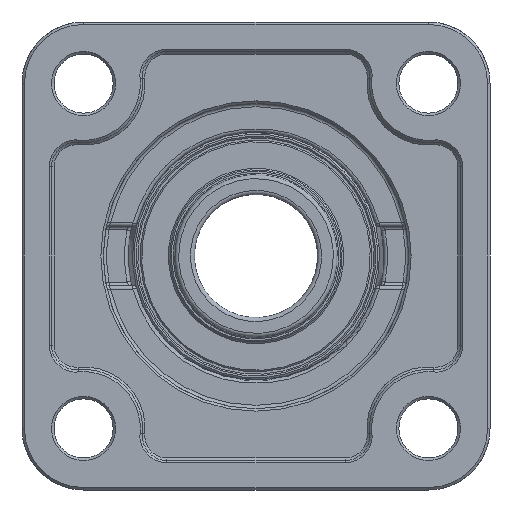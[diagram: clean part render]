
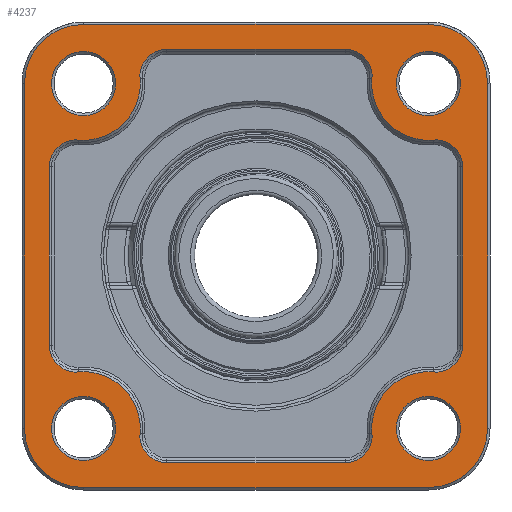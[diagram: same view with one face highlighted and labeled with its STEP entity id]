
A CAD part, front view. The second image highlights one B-rep face of the part: STEP entity #4237.
In plain terms, the highlighted planar face has unit normal (0, -1, 0).
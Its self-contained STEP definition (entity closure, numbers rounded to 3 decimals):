
#32=FACE_BOUND('',#1251,.T.);
#33=FACE_BOUND('',#1252,.T.);
#34=FACE_BOUND('',#1253,.T.);
#35=FACE_BOUND('',#1254,.T.);
#36=FACE_BOUND('',#1255,.T.);
#131=PLANE('',#4680);
#280=LINE('',#7311,#511);
#286=LINE('',#7335,#517);
#292=LINE('',#7355,#523);
#297=LINE('',#7371,#528);
#305=LINE('',#7391,#536);
#306=LINE('',#7395,#537);
#307=LINE('',#7399,#538);
#308=LINE('',#7403,#539);
#511=VECTOR('',#5471,10.);
#517=VECTOR('',#5497,10.);
#523=VECTOR('',#5521,10.);
#528=VECTOR('',#5540,10.);
#536=VECTOR('',#5568,10.);
#537=VECTOR('',#5571,10.);
#538=VECTOR('',#5574,10.);
#539=VECTOR('',#5577,10.);
#965=FACE_OUTER_BOUND('',#1250,.T.);
#1250=EDGE_LOOP('',(#3255,#3256,#3257,#3258,#3259,#3260,#3261,#3262));
#1251=EDGE_LOOP('',(#3263));
#1252=EDGE_LOOP('',(#3264));
#1253=EDGE_LOOP('',(#3265));
#1254=EDGE_LOOP('',(#3266));
#1255=EDGE_LOOP('',(#3267,#3268,#3269,#3270,#3271,#3272,#3273,#3274,#3275,
#3276,#3277,#3278,#3279,#3280,#3281,#3282));
#1554=CIRCLE('',#4640,11.5);
#1556=CIRCLE('',#4643,5.5);
#1558=CIRCLE('',#4647,5.5);
#1559=CIRCLE('',#4649,11.5);
#1562=CIRCLE('',#4653,5.5);
#1564=CIRCLE('',#4657,5.5);
#1565=CIRCLE('',#4659,11.5);
#1567=CIRCLE('',#4662,5.5);
#1568=CIRCLE('',#4665,5.5);
#1569=CIRCLE('',#4667,11.5);
#1570=CIRCLE('',#4669,5.5);
#1571=CIRCLE('',#4672,5.5);
#1572=CIRCLE('',#4681,12.);
#1573=CIRCLE('',#4682,12.);
#1574=CIRCLE('',#4683,12.);
#1575=CIRCLE('',#4684,12.);
#1576=CIRCLE('',#4685,6.5);
#1577=CIRCLE('',#4686,6.5);
#1578=CIRCLE('',#4687,6.5);
#1579=CIRCLE('',#4688,6.5);
#1905=VERTEX_POINT('',#7296);
#1906=VERTEX_POINT('',#7298);
#1908=VERTEX_POINT('',#7304);
#1910=VERTEX_POINT('',#7309);
#1912=VERTEX_POINT('',#7316);
#1914=VERTEX_POINT('',#7321);
#1916=VERTEX_POINT('',#7328);
#1918=VERTEX_POINT('',#7333);
#1920=VERTEX_POINT('',#7340);
#1921=VERTEX_POINT('',#7344);
#1922=VERTEX_POINT('',#7349);
#1923=VERTEX_POINT('',#7353);
#1924=VERTEX_POINT('',#7357);
#1925=VERTEX_POINT('',#7361);
#1926=VERTEX_POINT('',#7365);
#1927=VERTEX_POINT('',#7369);
#1928=VERTEX_POINT('',#7389);
#1929=VERTEX_POINT('',#7390);
#1930=VERTEX_POINT('',#7392);
#1931=VERTEX_POINT('',#7394);
#1932=VERTEX_POINT('',#7396);
#1933=VERTEX_POINT('',#7398);
#1934=VERTEX_POINT('',#7400);
#1935=VERTEX_POINT('',#7402);
#1936=VERTEX_POINT('',#7405);
#1937=VERTEX_POINT('',#7407);
#1938=VERTEX_POINT('',#7409);
#1939=VERTEX_POINT('',#7411);
#2358=EDGE_CURVE('',#1905,#1906,#1554,.T.);
#2362=EDGE_CURVE('',#1908,#1905,#1556,.T.);
#2364=EDGE_CURVE('',#1910,#1908,#280,.T.);
#2368=EDGE_CURVE('',#1912,#1910,#1558,.T.);
#2370=EDGE_CURVE('',#1914,#1912,#1559,.T.);
#2374=EDGE_CURVE('',#1916,#1914,#1562,.T.);
#2376=EDGE_CURVE('',#1918,#1916,#286,.T.);
#2380=EDGE_CURVE('',#1920,#1918,#1564,.T.);
#2382=EDGE_CURVE('',#1921,#1920,#1565,.T.);
#2385=EDGE_CURVE('',#1922,#1921,#1567,.T.);
#2387=EDGE_CURVE('',#1923,#1922,#292,.T.);
#2389=EDGE_CURVE('',#1924,#1923,#1568,.T.);
#2391=EDGE_CURVE('',#1925,#1924,#1569,.T.);
#2393=EDGE_CURVE('',#1926,#1925,#1570,.T.);
#2395=EDGE_CURVE('',#1927,#1926,#297,.T.);
#2396=EDGE_CURVE('',#1906,#1927,#1571,.T.);
#2404=EDGE_CURVE('',#1928,#1929,#305,.T.);
#2405=EDGE_CURVE('',#1930,#1928,#1572,.T.);
#2406=EDGE_CURVE('',#1931,#1930,#306,.T.);
#2407=EDGE_CURVE('',#1932,#1931,#1573,.T.);
#2408=EDGE_CURVE('',#1933,#1932,#307,.T.);
#2409=EDGE_CURVE('',#1934,#1933,#1574,.T.);
#2410=EDGE_CURVE('',#1935,#1934,#308,.T.);
#2411=EDGE_CURVE('',#1929,#1935,#1575,.T.);
#2412=EDGE_CURVE('',#1936,#1936,#1576,.T.);
#2413=EDGE_CURVE('',#1937,#1937,#1577,.T.);
#2414=EDGE_CURVE('',#1938,#1938,#1578,.T.);
#2415=EDGE_CURVE('',#1939,#1939,#1579,.T.);
#3255=ORIENTED_EDGE('',*,*,#2404,.F.);
#3256=ORIENTED_EDGE('',*,*,#2405,.F.);
#3257=ORIENTED_EDGE('',*,*,#2406,.F.);
#3258=ORIENTED_EDGE('',*,*,#2407,.F.);
#3259=ORIENTED_EDGE('',*,*,#2408,.F.);
#3260=ORIENTED_EDGE('',*,*,#2409,.F.);
#3261=ORIENTED_EDGE('',*,*,#2410,.F.);
#3262=ORIENTED_EDGE('',*,*,#2411,.F.);
#3263=ORIENTED_EDGE('',*,*,#2412,.F.);
#3264=ORIENTED_EDGE('',*,*,#2413,.F.);
#3265=ORIENTED_EDGE('',*,*,#2414,.F.);
#3266=ORIENTED_EDGE('',*,*,#2415,.F.);
#3267=ORIENTED_EDGE('',*,*,#2358,.F.);
#3268=ORIENTED_EDGE('',*,*,#2362,.F.);
#3269=ORIENTED_EDGE('',*,*,#2364,.F.);
#3270=ORIENTED_EDGE('',*,*,#2368,.F.);
#3271=ORIENTED_EDGE('',*,*,#2370,.F.);
#3272=ORIENTED_EDGE('',*,*,#2374,.F.);
#3273=ORIENTED_EDGE('',*,*,#2376,.F.);
#3274=ORIENTED_EDGE('',*,*,#2380,.F.);
#3275=ORIENTED_EDGE('',*,*,#2382,.F.);
#3276=ORIENTED_EDGE('',*,*,#2385,.F.);
#3277=ORIENTED_EDGE('',*,*,#2387,.F.);
#3278=ORIENTED_EDGE('',*,*,#2389,.F.);
#3279=ORIENTED_EDGE('',*,*,#2391,.F.);
#3280=ORIENTED_EDGE('',*,*,#2393,.F.);
#3281=ORIENTED_EDGE('',*,*,#2395,.F.);
#3282=ORIENTED_EDGE('',*,*,#2396,.F.);
#4237=ADVANCED_FACE('',(#965,#32,#33,#34,#35,#36),#131,.F.);
#4640=AXIS2_PLACEMENT_3D('',#7299,#5458,#5459);
#4643=AXIS2_PLACEMENT_3D('',#7306,#5466,#5467);
#4647=AXIS2_PLACEMENT_3D('',#7318,#5478,#5479);
#4649=AXIS2_PLACEMENT_3D('',#7323,#5483,#5484);
#4653=AXIS2_PLACEMENT_3D('',#7330,#5492,#5493);
#4657=AXIS2_PLACEMENT_3D('',#7342,#5504,#5505);
#4659=AXIS2_PLACEMENT_3D('',#7346,#5509,#5510);
#4662=AXIS2_PLACEMENT_3D('',#7351,#5516,#5517);
#4665=AXIS2_PLACEMENT_3D('',#7359,#5525,#5526);
#4667=AXIS2_PLACEMENT_3D('',#7363,#5530,#5531);
#4669=AXIS2_PLACEMENT_3D('',#7367,#5535,#5536);
#4672=AXIS2_PLACEMENT_3D('',#7373,#5543,#5544);
#4680=AXIS2_PLACEMENT_3D('',#7388,#5566,#5567);
#4681=AXIS2_PLACEMENT_3D('',#7393,#5569,#5570);
#4682=AXIS2_PLACEMENT_3D('',#7397,#5572,#5573);
#4683=AXIS2_PLACEMENT_3D('',#7401,#5575,#5576);
#4684=AXIS2_PLACEMENT_3D('',#7404,#5578,#5579);
#4685=AXIS2_PLACEMENT_3D('',#7406,#5580,#5581);
#4686=AXIS2_PLACEMENT_3D('',#7408,#5582,#5583);
#4687=AXIS2_PLACEMENT_3D('',#7410,#5584,#5585);
#4688=AXIS2_PLACEMENT_3D('',#7412,#5586,#5587);
#5458=DIRECTION('center_axis',(0.,1.,0.));
#5459=DIRECTION('ref_axis',(1.,0.,0.));
#5466=DIRECTION('center_axis',(0.,-1.,0.));
#5467=DIRECTION('ref_axis',(-0.738,0.,0.675));
#5471=DIRECTION('',(-1.,0.,0.));
#5478=DIRECTION('center_axis',(0.,-1.,0.));
#5479=DIRECTION('ref_axis',(0.738,0.,0.675));
#5483=DIRECTION('center_axis',(0.,1.,0.));
#5484=DIRECTION('ref_axis',(-1.,0.,0.));
#5492=DIRECTION('center_axis',(0.,-1.,0.));
#5493=DIRECTION('ref_axis',(0.675,0.,0.738));
#5497=DIRECTION('',(0.,0.,1.));
#5504=DIRECTION('center_axis',(0.,-1.,0.));
#5505=DIRECTION('ref_axis',(0.675,0.,-0.738));
#5509=DIRECTION('center_axis',(0.,1.,0.));
#5510=DIRECTION('ref_axis',(-1.,0.,0.));
#5516=DIRECTION('center_axis',(0.,-1.,0.));
#5517=DIRECTION('ref_axis',(0.738,0.,-0.675));
#5521=DIRECTION('',(1.,0.,0.));
#5525=DIRECTION('center_axis',(0.,-1.,0.));
#5526=DIRECTION('ref_axis',(-0.738,0.,-0.675));
#5530=DIRECTION('center_axis',(0.,1.,0.));
#5531=DIRECTION('ref_axis',(1.,0.,0.));
#5535=DIRECTION('center_axis',(0.,-1.,0.));
#5536=DIRECTION('ref_axis',(-0.675,0.,-0.738));
#5540=DIRECTION('',(0.,0.,-1.));
#5543=DIRECTION('center_axis',(0.,-1.,0.));
#5544=DIRECTION('ref_axis',(-0.675,0.,0.738));
#5566=DIRECTION('center_axis',(0.,1.,0.));
#5567=DIRECTION('ref_axis',(0.,0.,1.));
#5568=DIRECTION('',(0.,0.,1.));
#5569=DIRECTION('center_axis',(0.,1.,0.));
#5570=DIRECTION('ref_axis',(0.707,0.,-0.707));
#5571=DIRECTION('',(-1.,0.,0.));
#5572=DIRECTION('center_axis',(0.,1.,0.));
#5573=DIRECTION('ref_axis',(0.707,0.,0.707));
#5574=DIRECTION('',(0.,0.,-1.));
#5575=DIRECTION('center_axis',(0.,1.,0.));
#5576=DIRECTION('ref_axis',(-0.707,0.,0.707));
#5577=DIRECTION('',(1.,0.,0.));
#5578=DIRECTION('center_axis',(0.,1.,0.));
#5579=DIRECTION('ref_axis',(-0.707,0.,-0.707));
#5580=DIRECTION('center_axis',(0.,-1.,0.));
#5581=DIRECTION('ref_axis',(1.,0.,0.));
#5582=DIRECTION('center_axis',(0.,-1.,0.));
#5583=DIRECTION('ref_axis',(1.,0.,0.));
#5584=DIRECTION('center_axis',(0.,-1.,0.));
#5585=DIRECTION('ref_axis',(1.,0.,0.));
#5586=DIRECTION('center_axis',(0.,-1.,0.));
#5587=DIRECTION('ref_axis',(1.,0.,0.));
#7296=CARTESIAN_POINT('',(-23.545,0.,36.015));
#7298=CARTESIAN_POINT('',(-36.015,0.,23.545));
#7299=CARTESIAN_POINT('Origin',(-35.,0.,35.));
#7304=CARTESIAN_POINT('',(-18.066,0.,42.));
#7306=CARTESIAN_POINT('Origin',(-18.066,0.,36.5));
#7309=CARTESIAN_POINT('',(18.066,0.,42.));
#7311=CARTESIAN_POINT('',(-27.521,0.,42.));
#7316=CARTESIAN_POINT('',(23.545,0.,36.015));
#7318=CARTESIAN_POINT('Origin',(18.066,0.,36.5));
#7321=CARTESIAN_POINT('',(36.015,0.,23.545));
#7323=CARTESIAN_POINT('Origin',(35.,0.,35.));
#7328=CARTESIAN_POINT('',(42.,0.,18.066));
#7330=CARTESIAN_POINT('Origin',(36.5,0.,18.066));
#7333=CARTESIAN_POINT('',(42.,0.,-18.066));
#7335=CARTESIAN_POINT('',(42.,0.,-2.608));
#7340=CARTESIAN_POINT('',(36.015,0.,-23.545));
#7342=CARTESIAN_POINT('Origin',(36.5,0.,-18.066));
#7344=CARTESIAN_POINT('',(23.545,0.,-36.015));
#7346=CARTESIAN_POINT('Origin',(35.,0.,-35.));
#7349=CARTESIAN_POINT('',(18.066,0.,-42.));
#7351=CARTESIAN_POINT('Origin',(18.066,0.,-36.5));
#7353=CARTESIAN_POINT('',(-18.066,0.,-42.));
#7355=CARTESIAN_POINT('',(-2.608,0.,-42.));
#7357=CARTESIAN_POINT('',(-23.545,0.,-36.015));
#7359=CARTESIAN_POINT('Origin',(-18.066,0.,-36.5));
#7361=CARTESIAN_POINT('',(-36.015,0.,-23.545));
#7363=CARTESIAN_POINT('Origin',(-35.,0.,-35.));
#7365=CARTESIAN_POINT('',(-42.,0.,-18.066));
#7367=CARTESIAN_POINT('Origin',(-36.5,0.,-18.066));
#7369=CARTESIAN_POINT('',(-42.,0.,18.066));
#7371=CARTESIAN_POINT('',(-42.,0.,-27.521));
#7373=CARTESIAN_POINT('Origin',(-36.5,0.,18.066));
#7388=CARTESIAN_POINT('Origin',(-30.128,0.,-30.128));
#7389=CARTESIAN_POINT('',(-47.,0.,-35.));
#7390=CARTESIAN_POINT('',(-47.,0.,35.));
#7391=CARTESIAN_POINT('',(-47.,0.,-32.564));
#7392=CARTESIAN_POINT('',(-35.,0.,-47.));
#7393=CARTESIAN_POINT('Origin',(-35.,0.,-35.));
#7394=CARTESIAN_POINT('',(35.,0.,-47.));
#7395=CARTESIAN_POINT('',(2.436,0.,-47.));
#7396=CARTESIAN_POINT('',(47.,0.,-35.));
#7397=CARTESIAN_POINT('Origin',(35.,0.,-35.));
#7398=CARTESIAN_POINT('',(47.,0.,35.));
#7399=CARTESIAN_POINT('',(47.,0.,2.436));
#7400=CARTESIAN_POINT('',(35.,0.,47.));
#7401=CARTESIAN_POINT('Origin',(35.,0.,35.));
#7402=CARTESIAN_POINT('',(-35.,0.,47.));
#7403=CARTESIAN_POINT('',(-32.564,0.,47.));
#7404=CARTESIAN_POINT('Origin',(-35.,0.,35.));
#7405=CARTESIAN_POINT('',(-41.5,0.,-35.));
#7406=CARTESIAN_POINT('Origin',(-35.,0.,-35.));
#7407=CARTESIAN_POINT('',(28.5,0.,35.));
#7408=CARTESIAN_POINT('Origin',(35.,0.,35.));
#7409=CARTESIAN_POINT('',(-41.5,0.,35.));
#7410=CARTESIAN_POINT('Origin',(-35.,0.,35.));
#7411=CARTESIAN_POINT('',(28.5,0.,-35.));
#7412=CARTESIAN_POINT('Origin',(35.,0.,-35.));
